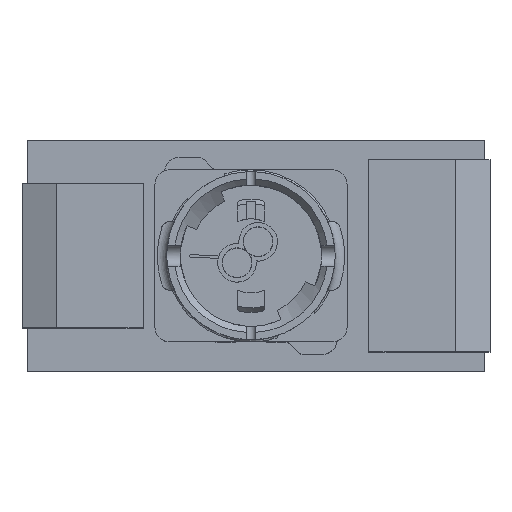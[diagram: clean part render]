
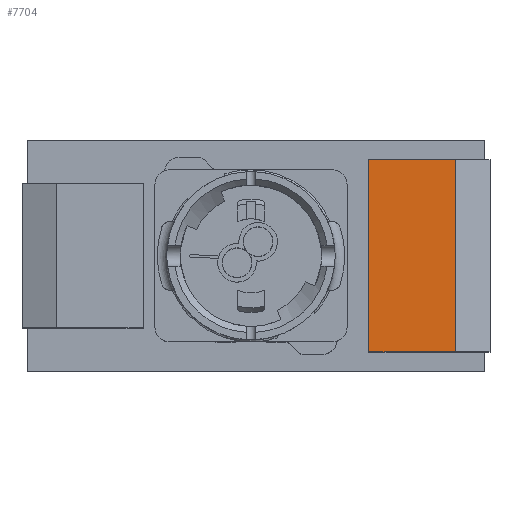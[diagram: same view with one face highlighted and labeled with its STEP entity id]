
A CAD part, top view. The second image highlights one B-rep face of the part: STEP entity #7704.
In plain terms, the highlighted planar face has unit normal (0, 0, 1).
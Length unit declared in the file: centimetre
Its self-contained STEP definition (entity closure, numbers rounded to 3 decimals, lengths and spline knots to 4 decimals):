
#748=FACE_OUTER_BOUND($,#1193,.T.);
#1193=EDGE_LOOP($,(#6766,#6767,#6768,#6769));
#2052=LINE($,#12932,#2925);
#2060=LINE($,#12947,#2933);
#2068=LINE($,#12964,#2941);
#2070=LINE($,#12967,#2943);
#2925=VECTOR($,#10166,0.9);
#2933=VECTOR($,#10176,2.);
#2941=VECTOR($,#10192,2.);
#2943=VECTOR($,#10196,0.9);
#3694=VERTEX_POINT($,#12928);
#3696=VERTEX_POINT($,#12931);
#3701=VERTEX_POINT($,#12943);
#3707=VERTEX_POINT($,#12962);
#4756=EDGE_CURVE($,#3696,#3694,#2052,.T.);
#4764=EDGE_CURVE($,#3701,#3696,#2060,.T.);
#4772=EDGE_CURVE($,#3694,#3707,#2068,.T.);
#4774=EDGE_CURVE($,#3707,#3701,#2070,.T.);
#6766=ORIENTED_EDGE($,*,*,#4774,.T.);
#6767=ORIENTED_EDGE($,*,*,#4764,.T.);
#6768=ORIENTED_EDGE($,*,*,#4756,.T.);
#6769=ORIENTED_EDGE($,*,*,#4772,.T.);
#7307=PLANE($,#8277);
#7704=ADVANCED_FACE($,(#748),#7307,.T.);
#8277=AXIS2_PLACEMENT_3D($,#12966,#10194,#10195);
#10166=DIRECTION($,(-1.,0.,0.));
#10176=DIRECTION($,(0.,1.,0.));
#10192=DIRECTION($,(0.,-1.,0.));
#10194=DIRECTION('center_axis',(0.,0.,1.));
#10195=DIRECTION('ref_axis',(0.,1.,0.));
#10196=DIRECTION($,(1.,0.,0.));
#12928=CARTESIAN_POINT('',(2.2736,6.3813,0.5876));
#12931=CARTESIAN_POINT('',(3.1736,6.3813,0.5876));
#12932=CARTESIAN_POINT($,(3.1736,6.3813,0.5876));
#12943=CARTESIAN_POINT('',(3.1736,4.3813,0.5876));
#12947=CARTESIAN_POINT($,(3.1736,5.3813,0.5876));
#12962=CARTESIAN_POINT('',(2.2736,4.3813,0.5876));
#12964=CARTESIAN_POINT($,(2.2736,5.3813,0.5876));
#12966=CARTESIAN_POINT('Origin',(2.2736,5.3813,0.5876));
#12967=CARTESIAN_POINT($,(3.1736,4.3813,0.5876));
